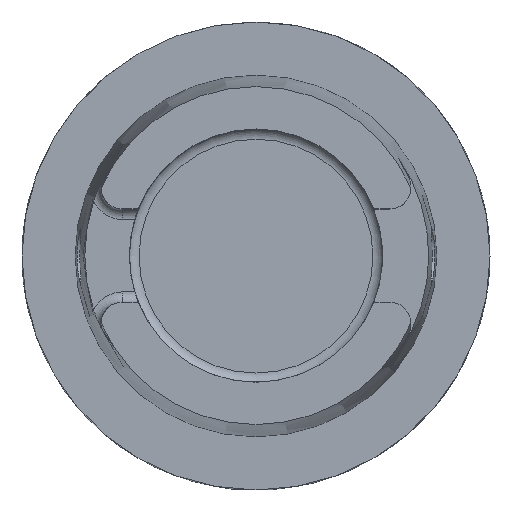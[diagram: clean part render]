
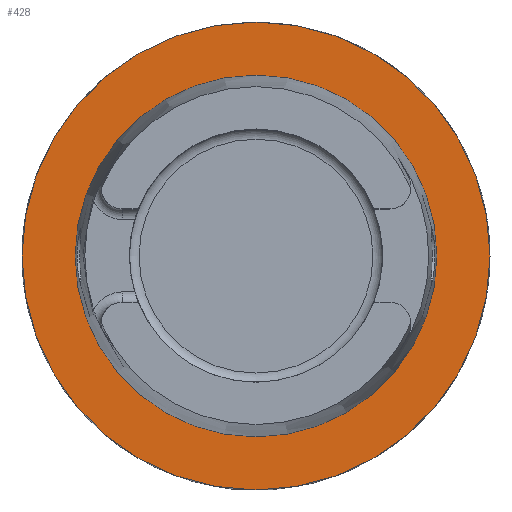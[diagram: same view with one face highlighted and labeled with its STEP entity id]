
A CAD part, top view. The second image highlights one B-rep face of the part: STEP entity #428.
In plain terms, the highlighted planar face has unit normal (0, 0, 1).
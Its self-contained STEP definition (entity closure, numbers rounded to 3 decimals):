
#301=PLANE('',#1544);
#428=ADVANCED_FACE('',(#503,#504),#301,.F.);
#503=FACE_BOUND('',#577,.T.);
#504=FACE_BOUND('',#578,.T.);
#577=EDGE_LOOP('',(#845));
#578=EDGE_LOOP('',(#846));
#845=ORIENTED_EDGE('',*,*,#1241,.F.);
#846=ORIENTED_EDGE('',*,*,#1313,.T.);
#1090=VERTEX_POINT('',#2573);
#1138=VERTEX_POINT('',#2859);
#1241=EDGE_CURVE('',#1090,#1090,#1392,.T.);
#1313=EDGE_CURVE('',#1138,#1138,#1408,.T.);
#1392=CIRCLE('',#1509,31.47);
#1408=CIRCLE('',#1542,24.321);
#1509=AXIS2_PLACEMENT_3D('',#2572,#1765,#1766);
#1542=AXIS2_PLACEMENT_3D('',#2858,#1867,#1868);
#1544=AXIS2_PLACEMENT_3D('',#2861,#1871,#1872);
#1765=DIRECTION('',(0.,0.,-1.));
#1766=DIRECTION('',(1.,0.,0.));
#1867=DIRECTION('',(0.,0.,-1.));
#1868=DIRECTION('',(1.,0.,0.));
#1871=DIRECTION('',(0.,0.,-1.));
#1872=DIRECTION('',(1.,0.,0.));
#2572=CARTESIAN_POINT('',(0.,0.,0.));
#2573=CARTESIAN_POINT('',(31.47,0.,0.));
#2858=CARTESIAN_POINT('',(0.,0.,0.));
#2859=CARTESIAN_POINT('',(24.321,0.,0.));
#2861=CARTESIAN_POINT('',(0.,-25.43,0.));
